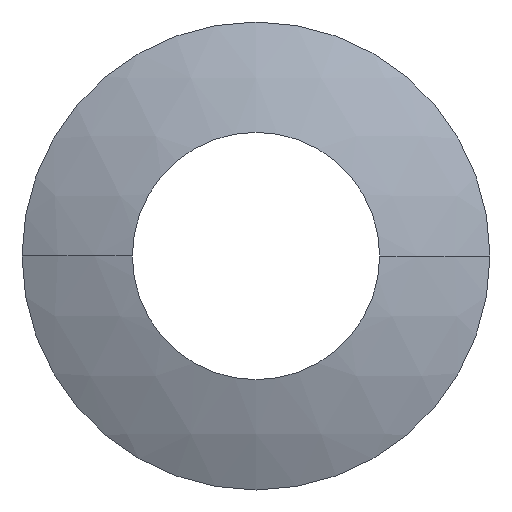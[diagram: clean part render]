
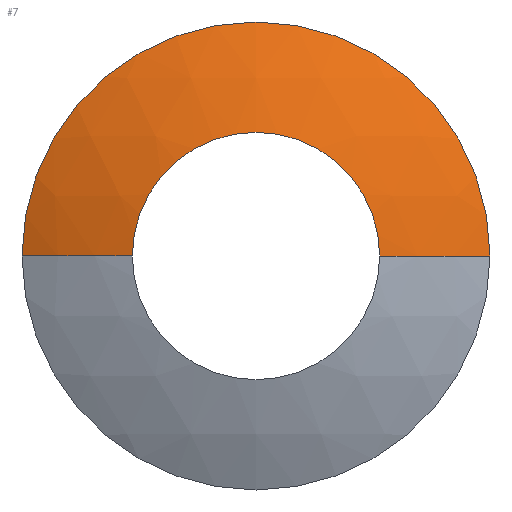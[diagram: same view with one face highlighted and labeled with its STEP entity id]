
A CAD part, front view. The second image highlights one B-rep face of the part: STEP entity #7.
In plain terms, the highlighted spherical face has radius 40 mm.
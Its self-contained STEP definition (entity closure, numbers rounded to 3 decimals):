
#3 = EDGE_LOOP ( 'NONE', ( #12, #8, #9, #4, #15, #14 ) ) ;
#4 = ORIENTED_EDGE ( 'NONE', *, *, #17, .F. ) ;
#5 = VERTEX_POINT ( 'NONE', #88 ) ;
#6 = VERTEX_POINT ( 'NONE', #87 ) ;
#7 = ADVANCED_FACE ( 'NONE', ( #86 ), #84, .T. ) ;
#8 = ORIENTED_EDGE ( 'NONE', *, *, #19, .T. ) ;
#9 = ORIENTED_EDGE ( 'NONE', *, *, #10, .F. ) ;
#10 = EDGE_CURVE ( 'NONE', #6, #11, #235, .T. ) ;
#11 = VERTEX_POINT ( 'NONE', #230 ) ;
#12 = ORIENTED_EDGE ( 'NONE', *, *, #25, .T. ) ;
#13 = EDGE_CURVE ( 'NONE', #18, #27, #226, .T. ) ;
#14 = ORIENTED_EDGE ( 'NONE', *, *, #13, .T. ) ;
#15 = ORIENTED_EDGE ( 'NONE', *, *, #16, .F. ) ;
#16 = EDGE_CURVE ( 'NONE', #18, #5, #215, .T. ) ;
#17 = EDGE_CURVE ( 'NONE', #5, #6, #218, .T. ) ;
#18 = VERTEX_POINT ( 'NONE', #217 ) ;
#19 = EDGE_CURVE ( 'NONE', #30, #11, #224, .T. ) ;
#25 = EDGE_CURVE ( 'NONE', #27, #30, #193, .T. ) ;
#27 = VERTEX_POINT ( 'NONE', #191 ) ;
#30 = VERTEX_POINT ( 'NONE', #75 ) ;
#75 = CARTESIAN_POINT ( 'NONE',  ( -17.5, 3.847, 0. ) ) ;
#83 = AXIS2_PLACEMENT_3D ( 'NONE', #234, #233, #232 ) ;
#84 = SPHERICAL_SURFACE ( 'NONE', #83, 40. ) ;
#86 = FACE_OUTER_BOUND ( 'NONE', #3, .T. ) ;
#87 = CARTESIAN_POINT ( 'NONE',  ( 0., 0.9, 9.25 ) ) ;
#88 = CARTESIAN_POINT ( 'NONE',  ( 9.25, 0.9, 0. ) ) ;
#89 = AXIS2_PLACEMENT_3D ( 'NONE', #205, #204, #203 ) ;
#183 = DIRECTION ( 'NONE',  ( 0., 0., -1. ) ) ;
#184 = DIRECTION ( 'NONE',  ( 0., -1., 0. ) ) ;
#191 = CARTESIAN_POINT ( 'NONE',  ( 0., 3.847, 17.5 ) ) ;
#193 = CIRCLE ( 'NONE', #201, 17.5 ) ;
#201 = AXIS2_PLACEMENT_3D ( 'NONE', #202, #184, #183 ) ;
#202 = CARTESIAN_POINT ( 'NONE',  ( 0., 3.847, 0. ) ) ;
#203 = DIRECTION ( 'NONE',  ( 1., 0., 0. ) ) ;
#204 = DIRECTION ( 'NONE',  ( 0., 0., 1. ) ) ;
#205 = CARTESIAN_POINT ( 'NONE',  ( 0., 39.816, 0. ) ) ;
#209 = DIRECTION ( 'NONE',  ( 0., 0., -1. ) ) ;
#210 = DIRECTION ( 'NONE',  ( 0., -1., 0. ) ) ;
#211 = CARTESIAN_POINT ( 'NONE',  ( 0., 0.9, 0. ) ) ;
#212 = DIRECTION ( 'NONE',  ( -1., 0., 0. ) ) ;
#213 = DIRECTION ( 'NONE',  ( 0., 0., -1. ) ) ;
#214 = CARTESIAN_POINT ( 'NONE',  ( 0., 39.816, 0. ) ) ;
#215 = CIRCLE ( 'NONE', #223, 40. ) ;
#217 = CARTESIAN_POINT ( 'NONE',  ( 17.5, 3.847, 0. ) ) ;
#218 = CIRCLE ( 'NONE', #225, 9.25 ) ;
#219 = DIRECTION ( 'NONE',  ( 0., 0., -1. ) ) ;
#220 = DIRECTION ( 'NONE',  ( 0., -1., 0. ) ) ;
#221 = CARTESIAN_POINT ( 'NONE',  ( 0., 3.847, 0. ) ) ;
#222 = AXIS2_PLACEMENT_3D ( 'NONE', #221, #220, #219 ) ;
#223 = AXIS2_PLACEMENT_3D ( 'NONE', #214, #213, #212 ) ;
#224 = CIRCLE ( 'NONE', #89, 40. ) ;
#225 = AXIS2_PLACEMENT_3D ( 'NONE', #211, #210, #209 ) ;
#226 = CIRCLE ( 'NONE', #222, 17.5 ) ;
#227 = DIRECTION ( 'NONE',  ( 0., 0., -1. ) ) ;
#228 = DIRECTION ( 'NONE',  ( 0., -1., 0. ) ) ;
#229 = CARTESIAN_POINT ( 'NONE',  ( 0., 0.9, 0. ) ) ;
#230 = CARTESIAN_POINT ( 'NONE',  ( -9.25, 0.9, 0. ) ) ;
#231 = AXIS2_PLACEMENT_3D ( 'NONE', #229, #228, #227 ) ;
#232 = DIRECTION ( 'NONE',  ( 1., 0., 0. ) ) ;
#233 = DIRECTION ( 'NONE',  ( 0., 0., 1. ) ) ;
#234 = CARTESIAN_POINT ( 'NONE',  ( 0., 39.816, 0. ) ) ;
#235 = CIRCLE ( 'NONE', #231, 9.25 ) ;
